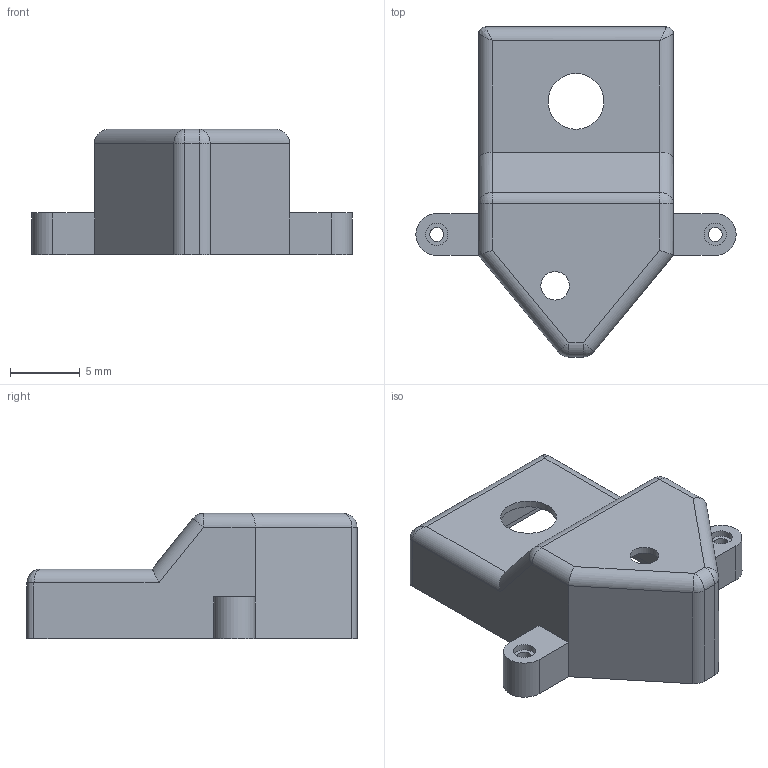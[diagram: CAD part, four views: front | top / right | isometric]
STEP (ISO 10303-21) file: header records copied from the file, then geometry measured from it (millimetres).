
FILE_DESCRIPTION(/* description */ (''),/* implementation_level */ '2;1');
FILE_NAME(/* name */ 'HS cap.step',/* time_stamp */ '2023-05-21T14:45:34-07:00',/* author */ (''),/* organization */ (''),/* preprocessor_version */ 'ST-DEVELOPER v19.2',/* originating_system */ 'Autodesk Translation Framework v12.4.0.73',/* authorisation */ '');
FILE_SCHEMA (('AUTOMOTIVE_DESIGN { 1 0 10303 214 3 1 1 }'));
Length unit declared in the file: millimetre
Products named in the file (1): HS-Cap-OSFA_Cap-D1D2
Bounding box: 23 x 23.7 x 9 mm (x, y, z)
Volume: 645 mm3; surface area: 1531.3 mm2
Topology: 1 solids, 1 shells, 68 faces, 159 edges, 96 vertices
Faces by surface type: plane 37, cylinder 25, sphere 4, bspline 2
Full cylindrical faces by diameter (mm): 1 x2, 1.6 x2, 2.05 x1, 4 x1, 4.17 x1, 6.5 x1
Entity records: 1999 total; most frequent: CARTESIAN_POINT 370, DIRECTION 339, ORIENTED_EDGE 314, EDGE_CURVE 157, AXIS2_PLACEMENT_3D 115, LINE 109, VECTOR 109, VERTEX_POINT 96
